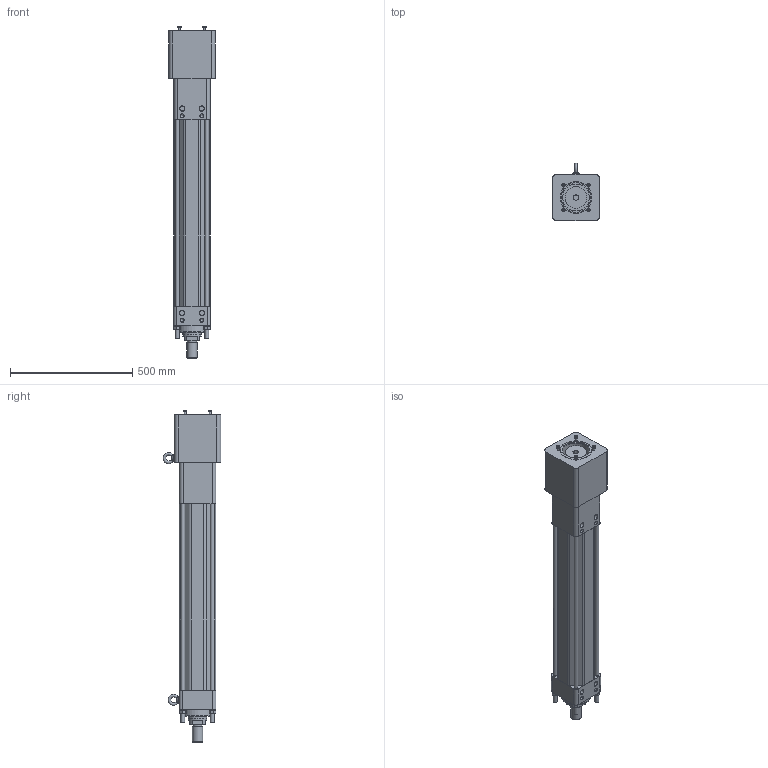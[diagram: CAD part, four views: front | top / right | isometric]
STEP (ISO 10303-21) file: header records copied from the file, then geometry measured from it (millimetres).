
FILE_DESCRIPTION (( 'STEP AP203' ), '1' );
FILE_NAME ('RSX10_BN01_SM500.000_RS-492845-1.step', '2025-07-15T19:32:13', ( '' ), ( '' ), 'SwSTEP 2.0', 'SolidWorks 2024', '' );
FILE_SCHEMA (( 'CONFIG_CONTROL_DESIGN' ));
Length unit declared in the file: inch
Products named in the file (3): Base_RSX10_BN01_SM500.000_RS-492845-1; tempJoin2_21719507_RSX10_BN01_SM500.000_RS-492845-1; RSX10_BN01_SM500.000_RS-492845-1
Assembly tree (2 placements, depth 2):
  RSX10_BN01_SM500.000_RS-492845-1
    tempJoin2_21719507_RSX10_BN01_SM500.000_RS-492845-1
    Base_RSX10_BN01_SM500.000_RS-492845-1
Bounding box: 190.5 x 236.01 x 1356.58 mm (x, y, z)
Volume: 20976763.2 mm3; surface area: 1833324.1 mm2
Topology: 6 solids, 20 shells, 715 faces, 1574 edges, 992 vertices
Faces by surface type: plane 430, cylinder 182, cone 81, bspline 12, torus 9, sphere 1
Full cylindrical faces by diameter (mm): 3.175 x2, 4.762 x1, 6.528 x4, 6.701 x4, 7.9 x1, 8 x5, 8.001 x4, 8.02 x2, 8.5 x6, 10.16 x6, 12 x4, 13 x4, 13.835 x2, 14 x4, 15.875 x13, 16.5 x6, 20.013 x4, 21 x4, 22.2 x4, 25 x2, 25.4 x1, 25.527 x4, 31.75 x1, 36.513 x2, 36.992 x1, 39.7 x1, 42 x1, 50.165 x1, 50.8 x1, 63.5 x1
Entity records: 20055 total; most frequent: CARTESIAN_POINT 5012, DIRECTION 3202, ORIENTED_EDGE 2602, EDGE_CURVE 1301, AXIS2_PLACEMENT_3D 1255, EDGE_LOOP 1012, VERTEX_POINT 909, FACE_OUTER_BOUND 838
